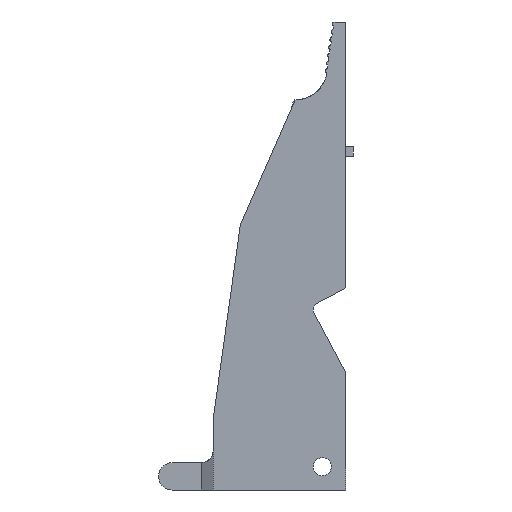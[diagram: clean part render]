
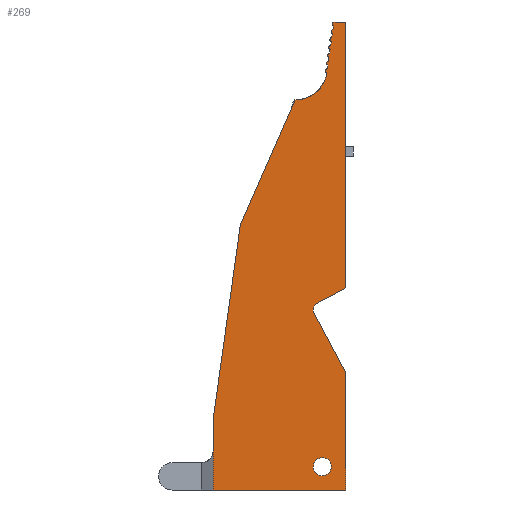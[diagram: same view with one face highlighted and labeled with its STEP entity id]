
A CAD part, front view. The second image highlights one B-rep face of the part: STEP entity #269.
In plain terms, the highlighted planar face has unit normal (0, -1, 0).
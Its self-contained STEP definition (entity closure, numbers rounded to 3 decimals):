
#107=FACE_BOUND('',#543,.T.);
#108=FACE_BOUND('',#544,.T.);
#186=CIRCLE('',#2156,0.26);
#187=CIRCLE('',#2159,0.26);
#188=CIRCLE('',#2162,0.26);
#189=CIRCLE('',#2165,0.26);
#190=CIRCLE('',#2168,0.26);
#191=CIRCLE('',#2171,0.26);
#192=CIRCLE('',#2174,0.26);
#199=CIRCLE('',#2193,4.167);
#200=CIRCLE('',#2194,1.);
#201=CIRCLE('',#2195,0.5);
#202=CIRCLE('',#2196,1.15);
#269=ADVANCED_FACE('',(#107,#108),#351,.T.);
#351=PLANE('',#2197);
#543=EDGE_LOOP('',(#995,#996,#997,#998,#999,#1000,#1001,#1002,#1003,#1004,
#1005,#1006,#1007,#1008,#1009,#1010,#1011,#1012,#1013,#1014,#1015,#1016,
#1017,#1018,#1019,#1020,#1021));
#544=EDGE_LOOP('',(#1022));
#995=ORIENTED_EDGE('',*,*,#1550,.F.);
#996=ORIENTED_EDGE('',*,*,#1548,.T.);
#997=ORIENTED_EDGE('',*,*,#1546,.T.);
#998=ORIENTED_EDGE('',*,*,#1544,.T.);
#999=ORIENTED_EDGE('',*,*,#1542,.T.);
#1000=ORIENTED_EDGE('',*,*,#1540,.T.);
#1001=ORIENTED_EDGE('',*,*,#1538,.F.);
#1002=ORIENTED_EDGE('',*,*,#1536,.T.);
#1003=ORIENTED_EDGE('',*,*,#1534,.T.);
#1004=ORIENTED_EDGE('',*,*,#1532,.T.);
#1005=ORIENTED_EDGE('',*,*,#1530,.T.);
#1006=ORIENTED_EDGE('',*,*,#1528,.T.);
#1007=ORIENTED_EDGE('',*,*,#1526,.F.);
#1008=ORIENTED_EDGE('',*,*,#1524,.T.);
#1009=ORIENTED_EDGE('',*,*,#1522,.T.);
#1010=ORIENTED_EDGE('',*,*,#1556,.T.);
#1011=ORIENTED_EDGE('',*,*,#1587,.T.);
#1012=ORIENTED_EDGE('',*,*,#1588,.T.);
#1013=ORIENTED_EDGE('',*,*,#1589,.T.);
#1014=ORIENTED_EDGE('',*,*,#1590,.T.);
#1015=ORIENTED_EDGE('',*,*,#1591,.T.);
#1016=ORIENTED_EDGE('',*,*,#1592,.T.);
#1017=ORIENTED_EDGE('',*,*,#1593,.T.);
#1018=ORIENTED_EDGE('',*,*,#1594,.T.);
#1019=ORIENTED_EDGE('',*,*,#1595,.T.);
#1020=ORIENTED_EDGE('',*,*,#1596,.T.);
#1021=ORIENTED_EDGE('',*,*,#1597,.T.);
#1022=ORIENTED_EDGE('',*,*,#1598,.F.);
#1291=VERTEX_POINT('',#3161);
#1292=VERTEX_POINT('',#3163);
#1293=VERTEX_POINT('',#3167);
#1294=VERTEX_POINT('',#3171);
#1295=VERTEX_POINT('',#3175);
#1296=VERTEX_POINT('',#3179);
#1297=VERTEX_POINT('',#3183);
#1298=VERTEX_POINT('',#3187);
#1299=VERTEX_POINT('',#3191);
#1300=VERTEX_POINT('',#3195);
#1301=VERTEX_POINT('',#3199);
#1302=VERTEX_POINT('',#3203);
#1303=VERTEX_POINT('',#3207);
#1304=VERTEX_POINT('',#3211);
#1305=VERTEX_POINT('',#3215);
#1306=VERTEX_POINT('',#3219);
#1309=VERTEX_POINT('',#3228);
#1330=VERTEX_POINT('',#3290);
#1331=VERTEX_POINT('',#3292);
#1332=VERTEX_POINT('',#3294);
#1333=VERTEX_POINT('',#3296);
#1334=VERTEX_POINT('',#3298);
#1335=VERTEX_POINT('',#3300);
#1336=VERTEX_POINT('',#3302);
#1337=VERTEX_POINT('',#3304);
#1338=VERTEX_POINT('',#3306);
#1339=VERTEX_POINT('',#3308);
#1340=VERTEX_POINT('',#3311);
#1522=EDGE_CURVE('',#1292,#1291,#186,.T.);
#1524=EDGE_CURVE('',#1293,#1292,#1754,.T.);
#1526=EDGE_CURVE('',#1293,#1294,#187,.T.);
#1528=EDGE_CURVE('',#1295,#1294,#1757,.T.);
#1530=EDGE_CURVE('',#1296,#1295,#188,.T.);
#1532=EDGE_CURVE('',#1297,#1296,#1760,.T.);
#1534=EDGE_CURVE('',#1298,#1297,#189,.T.);
#1536=EDGE_CURVE('',#1299,#1298,#1763,.T.);
#1538=EDGE_CURVE('',#1299,#1300,#190,.T.);
#1540=EDGE_CURVE('',#1301,#1300,#1766,.T.);
#1542=EDGE_CURVE('',#1302,#1301,#191,.T.);
#1544=EDGE_CURVE('',#1303,#1302,#1769,.T.);
#1546=EDGE_CURVE('',#1304,#1303,#192,.T.);
#1548=EDGE_CURVE('',#1305,#1304,#1772,.T.);
#1550=EDGE_CURVE('',#1305,#1306,#1774,.T.);
#1556=EDGE_CURVE('',#1291,#1309,#1780,.T.);
#1587=EDGE_CURVE('',#1309,#1330,#199,.T.);
#1588=EDGE_CURVE('',#1330,#1331,#1805,.T.);
#1589=EDGE_CURVE('',#1331,#1332,#1806,.T.);
#1590=EDGE_CURVE('',#1332,#1333,#1807,.T.);
#1591=EDGE_CURVE('',#1333,#1334,#1808,.T.);
#1592=EDGE_CURVE('',#1334,#1335,#1809,.T.);
#1593=EDGE_CURVE('',#1335,#1336,#1810,.T.);
#1594=EDGE_CURVE('',#1336,#1337,#1811,.T.);
#1595=EDGE_CURVE('',#1337,#1338,#200,.T.);
#1596=EDGE_CURVE('',#1338,#1339,#1812,.T.);
#1597=EDGE_CURVE('',#1339,#1306,#201,.T.);
#1598=EDGE_CURVE('',#1340,#1340,#202,.T.);
#1754=LINE('',#3166,#1965);
#1757=LINE('',#3174,#1968);
#1760=LINE('',#3182,#1971);
#1763=LINE('',#3190,#1974);
#1766=LINE('',#3198,#1977);
#1769=LINE('',#3206,#1980);
#1772=LINE('',#3214,#1983);
#1774=LINE('',#3218,#1985);
#1780=LINE('',#3229,#1991);
#1805=LINE('',#3291,#2016);
#1806=LINE('',#3293,#2017);
#1807=LINE('',#3295,#2018);
#1808=LINE('',#3297,#2019);
#1809=LINE('',#3299,#2020);
#1810=LINE('',#3301,#2021);
#1811=LINE('',#3303,#2022);
#1812=LINE('',#3307,#2023);
#1965=VECTOR('',#2548,1.);
#1968=VECTOR('',#2557,1.);
#1971=VECTOR('',#2566,1.);
#1974=VECTOR('',#2575,1.);
#1977=VECTOR('',#2584,1.);
#1980=VECTOR('',#2593,1.);
#1983=VECTOR('',#2602,1.);
#1985=VECTOR('',#2606,1.);
#1991=VECTOR('',#2614,1.);
#2016=VECTOR('',#2671,1.);
#2017=VECTOR('',#2672,1.);
#2018=VECTOR('',#2673,1.);
#2019=VECTOR('',#2674,1.);
#2020=VECTOR('',#2675,1.);
#2021=VECTOR('',#2676,1.);
#2022=VECTOR('',#2677,1.);
#2023=VECTOR('',#2680,1.);
#2156=AXIS2_PLACEMENT_3D('',#3162,#2543,#2544);
#2159=AXIS2_PLACEMENT_3D('',#3170,#2552,#2553);
#2162=AXIS2_PLACEMENT_3D('',#3178,#2561,#2562);
#2165=AXIS2_PLACEMENT_3D('',#3186,#2570,#2571);
#2168=AXIS2_PLACEMENT_3D('',#3194,#2579,#2580);
#2171=AXIS2_PLACEMENT_3D('',#3202,#2588,#2589);
#2174=AXIS2_PLACEMENT_3D('',#3210,#2597,#2598);
#2193=AXIS2_PLACEMENT_3D('',#3289,#2669,#2670);
#2194=AXIS2_PLACEMENT_3D('',#3305,#2678,#2679);
#2195=AXIS2_PLACEMENT_3D('',#3309,#2681,#2682);
#2196=AXIS2_PLACEMENT_3D('',#3310,#2683,#2684);
#2197=AXIS2_PLACEMENT_3D('',#3312,#2685,#2686);
#2543=DIRECTION('',(0.,-1.,0.));
#2544=DIRECTION('',(1.,0.,0.));
#2548=DIRECTION('',(-0.141,0.,-0.99));
#2552=DIRECTION('',(0.,1.,0.));
#2553=DIRECTION('',(1.,0.,0.));
#2557=DIRECTION('',(-0.141,0.,-0.99));
#2561=DIRECTION('',(0.,-1.,0.));
#2562=DIRECTION('',(1.,0.,0.));
#2566=DIRECTION('',(-0.141,0.,-0.99));
#2570=DIRECTION('',(0.,-1.,0.));
#2571=DIRECTION('',(1.,0.,0.));
#2575=DIRECTION('',(-0.141,0.,-0.99));
#2579=DIRECTION('',(0.,1.,0.));
#2580=DIRECTION('',(1.,0.,0.));
#2584=DIRECTION('',(-0.141,0.,-0.99));
#2588=DIRECTION('',(0.,-1.,0.));
#2589=DIRECTION('',(1.,0.,0.));
#2593=DIRECTION('',(-0.141,0.,-0.99));
#2597=DIRECTION('',(0.,-1.,0.));
#2598=DIRECTION('',(1.,0.,0.));
#2602=DIRECTION('',(-1.,0.,0.));
#2606=DIRECTION('',(0.,0.,-1.));
#2614=DIRECTION('',(-0.141,0.,-0.99));
#2669=DIRECTION('',(0.,1.,0.));
#2670=DIRECTION('',(1.,0.,0.));
#2671=DIRECTION('',(-0.401,0.,-0.916));
#2672=DIRECTION('',(-0.139,0.,-0.99));
#2673=DIRECTION('',(0.,0.,-1.));
#2674=DIRECTION('',(0.,0.,-1.));
#2675=DIRECTION('',(1.,0.,0.));
#2676=DIRECTION('',(0.,0.,1.));
#2677=DIRECTION('',(-0.468,0.,0.884));
#2678=DIRECTION('',(0.,1.,0.));
#2679=DIRECTION('',(0.,0.,-1.));
#2680=DIRECTION('',(0.884,0.,0.468));
#2681=DIRECTION('',(0.,-1.,0.));
#2682=DIRECTION('',(0.,0.,-1.));
#2683=DIRECTION('',(0.,-1.,0.));
#2684=DIRECTION('',(1.,0.,0.));
#2685=DIRECTION('',(0.,-1.,0.));
#2686=DIRECTION('',(0.,0.,-1.));
#3161=CARTESIAN_POINT('',(171.571,63.5,53.5));
#3162=CARTESIAN_POINT('',(171.667,63.5,53.741));
#3163=CARTESIAN_POINT('',(171.643,63.5,54.));
#3166=CARTESIAN_POINT('',(172.09,63.5,57.13));
#3167=CARTESIAN_POINT('',(171.714,63.5,54.5));
#3170=CARTESIAN_POINT('',(171.811,63.5,54.741));
#3171=CARTESIAN_POINT('',(171.786,63.5,55.));
#3174=CARTESIAN_POINT('',(172.09,63.5,57.13));
#3175=CARTESIAN_POINT('',(171.857,63.5,55.5));
#3178=CARTESIAN_POINT('',(171.954,63.5,55.741));
#3179=CARTESIAN_POINT('',(171.929,63.5,56.));
#3182=CARTESIAN_POINT('',(172.09,63.5,57.13));
#3183=CARTESIAN_POINT('',(172.,63.5,56.5));
#3186=CARTESIAN_POINT('',(172.096,63.5,56.741));
#3187=CARTESIAN_POINT('',(172.071,63.5,57.));
#3190=CARTESIAN_POINT('',(172.09,63.5,57.13));
#3191=CARTESIAN_POINT('',(172.143,63.5,57.5));
#3194=CARTESIAN_POINT('',(172.24,63.5,57.741));
#3195=CARTESIAN_POINT('',(172.214,63.5,58.));
#3198=CARTESIAN_POINT('',(172.09,63.5,57.13));
#3199=CARTESIAN_POINT('',(172.286,63.5,58.5));
#3202=CARTESIAN_POINT('',(172.383,63.5,58.741));
#3203=CARTESIAN_POINT('',(172.357,63.5,59.));
#3206=CARTESIAN_POINT('',(172.09,63.5,57.13));
#3207=CARTESIAN_POINT('',(172.429,63.5,59.5));
#3210=CARTESIAN_POINT('',(172.526,63.5,59.741));
#3211=CARTESIAN_POINT('',(172.5,63.5,60.));
#3214=CARTESIAN_POINT('',(152.,63.5,60.));
#3215=CARTESIAN_POINT('',(174.,63.5,60.));
#3218=CARTESIAN_POINT('',(174.,63.5,60.));
#3219=CARTESIAN_POINT('',(174.,63.5,26.183));
#3228=CARTESIAN_POINT('',(171.5,63.5,53.));
#3229=CARTESIAN_POINT('',(172.09,63.5,57.13));
#3289=CARTESIAN_POINT('',(167.5,63.5,54.167));
#3290=CARTESIAN_POINT('',(167.5,63.5,50.));
#3291=CARTESIAN_POINT('',(165.01,63.5,44.308));
#3292=CARTESIAN_POINT('',(160.5,63.5,34.));
#3293=CARTESIAN_POINT('',(155.668,63.5,-0.514));
#3294=CARTESIAN_POINT('',(157.,63.5,9.));
#3295=CARTESIAN_POINT('',(157.,63.5,0.));
#3296=CARTESIAN_POINT('',(157.,63.5,5.));
#3297=CARTESIAN_POINT('',(157.,63.5,0.));
#3298=CARTESIAN_POINT('',(157.,63.5,0.));
#3299=CARTESIAN_POINT('',(152.,63.5,0.));
#3300=CARTESIAN_POINT('',(174.,63.5,0.));
#3301=CARTESIAN_POINT('',(174.,63.5,0.));
#3302=CARTESIAN_POINT('',(174.,63.5,15.));
#3303=CARTESIAN_POINT('',(174.,63.5,15.));
#3304=CARTESIAN_POINT('',(169.968,63.5,22.616));
#3305=CARTESIAN_POINT('',(170.852,63.5,23.084));
#3306=CARTESIAN_POINT('',(170.384,63.5,23.968));
#3307=CARTESIAN_POINT('',(169.5,63.5,23.5));
#3308=CARTESIAN_POINT('',(173.734,63.5,25.741));
#3309=CARTESIAN_POINT('',(173.5,63.5,26.183));
#3310=CARTESIAN_POINT('',(171.,63.5,3.));
#3311=CARTESIAN_POINT('',(172.15,63.5,3.));
#3312=CARTESIAN_POINT('',(152.,63.5,60.));
